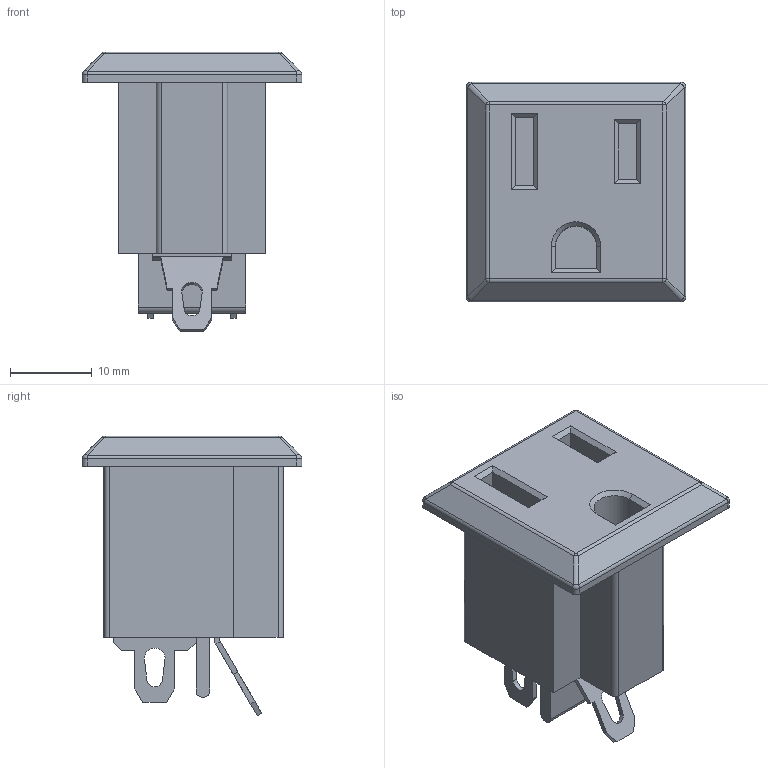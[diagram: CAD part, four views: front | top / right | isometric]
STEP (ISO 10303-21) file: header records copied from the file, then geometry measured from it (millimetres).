
FILE_DESCRIPTION (( 'STEP AP203' ), '1' );
FILE_NAME ('AC Receptacle NEMA 5-15 - PN SS-6B.stp', '2015-08-30T01:44:01', ( 'OI' ), ( 'OI' ), 'SwSTEP 2.0', 'SolidWorks 2014', '' );
FILE_SCHEMA (( 'CONFIG_CONTROL_DESIGN' ));
Length unit declared in the file: inch
Products named in the file (1): AC Receptacle NEMA 5-15 - PN SS-6B
Bounding box: 26.92 x 26.92 x 34.29 mm (x, y, z)
Volume: 7565.3 mm3; surface area: 5643.7 mm2
Topology: 4 solids, 4 shells, 145 faces, 360 edges, 224 vertices
Faces by surface type: plane 105, cylinder 31, sphere 8, cone 1
Entity records: 4278 total; most frequent: CARTESIAN_POINT 726, ORIENTED_EDGE 712, DIRECTION 711, EDGE_CURVE 356, VECTOR 293, LINE 293, VERTEX_POINT 224, AXIS2_PLACEMENT_3D 209
